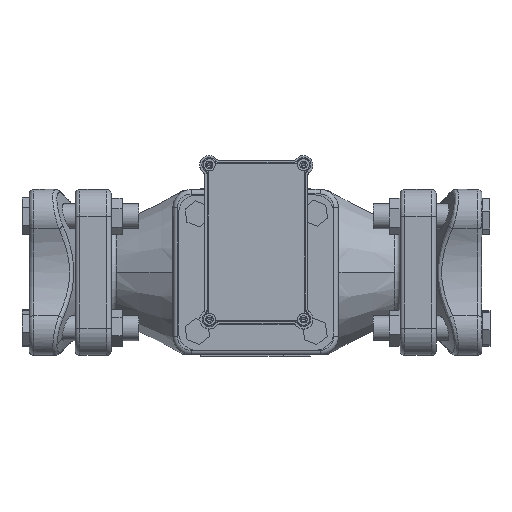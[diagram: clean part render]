
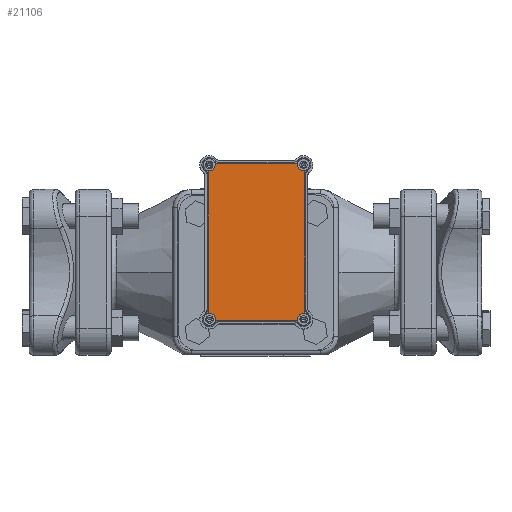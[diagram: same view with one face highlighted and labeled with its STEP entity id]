
A CAD part, top view. The second image highlights one B-rep face of the part: STEP entity #21106.
In plain terms, the highlighted face is planar.
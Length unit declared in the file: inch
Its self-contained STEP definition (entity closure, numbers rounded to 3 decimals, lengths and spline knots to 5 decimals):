
#16199=CARTESIAN_POINT('',(-1.95,0.,-1.29));
#16200=VERTEX_POINT('',#16199);
#16216=CARTESIAN_POINT('',(-2.28,0.0,-1.29));
#16217=VERTEX_POINT('',#16216);
#16224=CARTESIAN_POINT('',(-2.115,0.0,-1.29));
#16225=DIRECTION('',(0.0,1.0,0.0));
#16226=DIRECTION('',(1.0,0.0,0.0));
#16227=AXIS2_PLACEMENT_3D('',#16224,#16225,#16226);
#16228=CIRCLE('',#16227,0.165);
#16229=EDGE_CURVE('',#16200,#16217,#16228,.T.);
#16241=CARTESIAN_POINT('',(2.28,0.,1.29));
#16242=VERTEX_POINT('',#16241);
#16258=CARTESIAN_POINT('',(1.95,0.0,1.29));
#16259=VERTEX_POINT('',#16258);
#16266=CARTESIAN_POINT('',(2.115,0.0,1.29));
#16267=DIRECTION('',(0.0,1.0,0.0));
#16268=DIRECTION('',(1.0,0.0,0.0));
#16269=AXIS2_PLACEMENT_3D('',#16266,#16267,#16268);
#16270=CIRCLE('',#16269,0.165);
#16271=EDGE_CURVE('',#16242,#16259,#16270,.T.);
#16283=CARTESIAN_POINT('',(-1.95,0.,1.29));
#16284=VERTEX_POINT('',#16283);
#16300=CARTESIAN_POINT('',(-2.28,0.0,1.29));
#16301=VERTEX_POINT('',#16300);
#16308=CARTESIAN_POINT('',(-2.115,0.0,1.29));
#16309=DIRECTION('',(0.0,1.0,0.0));
#16310=DIRECTION('',(1.0,0.0,0.0));
#16311=AXIS2_PLACEMENT_3D('',#16308,#16309,#16310);
#16312=CIRCLE('',#16311,0.165);
#16313=EDGE_CURVE('',#16284,#16301,#16312,.T.);
#16367=CARTESIAN_POINT('',(2.28,0.,-1.29));
#16368=VERTEX_POINT('',#16367);
#16384=CARTESIAN_POINT('',(1.95,0.0,-1.29));
#16385=VERTEX_POINT('',#16384);
#16392=CARTESIAN_POINT('',(2.115,0.0,-1.29));
#16393=DIRECTION('',(0.0,1.0,0.0));
#16394=DIRECTION('',(1.0,0.0,0.0));
#16395=AXIS2_PLACEMENT_3D('',#16392,#16393,#16394);
#16396=CIRCLE('',#16395,0.165);
#16397=EDGE_CURVE('',#16368,#16385,#16396,.T.);
#20083=CARTESIAN_POINT('',(-1.94767,0.,-1.32001));
#20084=VERTEX_POINT('',#20083);
#20172=CARTESIAN_POINT('',(-2.145,0.,-1.12267));
#20173=VERTEX_POINT('',#20172);
#20174=CARTESIAN_POINT('',(-2.115,0.0,-1.29));
#20175=DIRECTION('',(0.0,1.0,0.0));
#20176=DIRECTION('',(-0.707,0.0,-0.707));
#20177=AXIS2_PLACEMENT_3D('',#20174,#20175,#20176);
#20178=CIRCLE('',#20177,0.17);
#20179=EDGE_CURVE('',#20084,#20173,#20178,.T.);
#20210=CARTESIAN_POINT('',(1.94767,0.,-1.32001));
#20211=VERTEX_POINT('',#20210);
#20227=CARTESIAN_POINT('',(1.94767,0.,-1.32001));
#20228=DIRECTION('',(-1.0,0.0,0.0));
#20229=VECTOR('',#20228,3.89534);
#20230=LINE('',#20227,#20229);
#20231=EDGE_CURVE('',#20211,#20084,#20230,.T.);
#20362=CARTESIAN_POINT('',(2.145,0.,-1.12267));
#20363=VERTEX_POINT('',#20362);
#20375=CARTESIAN_POINT('',(2.115,0.0,-1.29));
#20376=DIRECTION('',(0.0,1.0,0.0));
#20377=DIRECTION('',(0.707,0.0,-0.707));
#20378=AXIS2_PLACEMENT_3D('',#20375,#20376,#20377);
#20379=CIRCLE('',#20378,0.17);
#20380=EDGE_CURVE('',#20363,#20211,#20379,.T.);
#20443=CARTESIAN_POINT('',(-2.145,0.,1.12267));
#20444=VERTEX_POINT('',#20443);
#20501=CARTESIAN_POINT('',(-1.94767,0.,1.31999));
#20502=VERTEX_POINT('',#20501);
#20503=CARTESIAN_POINT('',(-2.115,0.0,1.29));
#20504=DIRECTION('',(0.0,1.0,0.0));
#20505=DIRECTION('',(-0.707,0.0,0.707));
#20506=AXIS2_PLACEMENT_3D('',#20503,#20504,#20505);
#20507=CIRCLE('',#20506,0.17);
#20508=EDGE_CURVE('',#20444,#20502,#20507,.T.);
#20550=CARTESIAN_POINT('',(-2.145,0.,-1.12267));
#20551=DIRECTION('',(0.0,0.0,1.0));
#20552=VECTOR('',#20551,2.24534);
#20553=LINE('',#20550,#20552);
#20554=EDGE_CURVE('',#20173,#20444,#20553,.T.);
#20737=CARTESIAN_POINT('',(1.94767,0.,1.31999));
#20738=VERTEX_POINT('',#20737);
#20739=CARTESIAN_POINT('',(-1.94767,0.,1.31999));
#20740=DIRECTION('',(1.0,0.0,0.0));
#20741=VECTOR('',#20740,3.89533);
#20742=LINE('',#20739,#20741);
#20743=EDGE_CURVE('',#20502,#20738,#20742,.T.);
#20857=CARTESIAN_POINT('',(2.145,0.,1.12267));
#20858=VERTEX_POINT('',#20857);
#20859=CARTESIAN_POINT('',(2.115,0.0,1.29));
#20860=DIRECTION('',(0.0,1.0,0.0));
#20861=DIRECTION('',(0.707,0.0,0.707));
#20862=AXIS2_PLACEMENT_3D('',#20859,#20860,#20861);
#20863=CIRCLE('',#20862,0.17);
#20864=EDGE_CURVE('',#20738,#20858,#20863,.T.);
#20954=CARTESIAN_POINT('',(2.145,0.,1.12267));
#20955=DIRECTION('',(0.0,0.0,-1.0));
#20956=VECTOR('',#20955,2.24534);
#20957=LINE('',#20954,#20956);
#20958=EDGE_CURVE('',#20858,#20363,#20957,.T.);
#21051=CARTESIAN_POINT('',(-2.51317,0.0,1.60567));
#21052=DIRECTION('',(0.0,-1.0,0.0));
#21053=DIRECTION('',(0.0,0.0,-1.0));
#21054=AXIS2_PLACEMENT_3D('',#21051,#21052,#21053);
#21055=PLANE('',#21054);
#21056=ORIENTED_EDGE('',*,*,#20554,.F.);
#21057=ORIENTED_EDGE('',*,*,#20179,.F.);
#21058=ORIENTED_EDGE('',*,*,#20231,.F.);
#21059=ORIENTED_EDGE('',*,*,#20380,.F.);
#21060=ORIENTED_EDGE('',*,*,#20958,.F.);
#21061=ORIENTED_EDGE('',*,*,#20864,.F.);
#21062=ORIENTED_EDGE('',*,*,#20743,.F.);
#21063=ORIENTED_EDGE('',*,*,#20508,.F.);
#21064=EDGE_LOOP('',(#21056,#21057,#21058,#21059,#21060,#21061,#21062,#21063));
#21065=FACE_OUTER_BOUND('',#21064,.T.);
#21066=ORIENTED_EDGE('',*,*,#16229,.T.);
#21067=CARTESIAN_POINT('',(-2.115,0.0,-1.29));
#21068=DIRECTION('',(0.0,1.0,0.0));
#21069=DIRECTION('',(1.0,0.0,0.0));
#21070=AXIS2_PLACEMENT_3D('',#21067,#21068,#21069);
#21071=CIRCLE('',#21070,0.165);
#21072=EDGE_CURVE('',#16217,#16200,#21071,.T.);
#21073=ORIENTED_EDGE('',*,*,#21072,.T.);
#21074=EDGE_LOOP('',(#21066,#21073));
#21075=FACE_BOUND('',#21074,.T.);
#21076=ORIENTED_EDGE('',*,*,#16271,.T.);
#21077=CARTESIAN_POINT('',(2.115,0.0,1.29));
#21078=DIRECTION('',(0.0,1.0,0.0));
#21079=DIRECTION('',(1.0,0.0,0.0));
#21080=AXIS2_PLACEMENT_3D('',#21077,#21078,#21079);
#21081=CIRCLE('',#21080,0.165);
#21082=EDGE_CURVE('',#16259,#16242,#21081,.T.);
#21083=ORIENTED_EDGE('',*,*,#21082,.T.);
#21084=EDGE_LOOP('',(#21076,#21083));
#21085=FACE_BOUND('',#21084,.T.);
#21086=ORIENTED_EDGE('',*,*,#16313,.T.);
#21087=CARTESIAN_POINT('',(-2.115,0.0,1.29));
#21088=DIRECTION('',(0.0,1.0,0.0));
#21089=DIRECTION('',(1.0,0.0,0.0));
#21090=AXIS2_PLACEMENT_3D('',#21087,#21088,#21089);
#21091=CIRCLE('',#21090,0.165);
#21092=EDGE_CURVE('',#16301,#16284,#21091,.T.);
#21093=ORIENTED_EDGE('',*,*,#21092,.T.);
#21094=EDGE_LOOP('',(#21086,#21093));
#21095=FACE_BOUND('',#21094,.T.);
#21096=ORIENTED_EDGE('',*,*,#16397,.T.);
#21097=CARTESIAN_POINT('',(2.115,0.0,-1.29));
#21098=DIRECTION('',(0.0,1.0,0.0));
#21099=DIRECTION('',(1.0,0.0,0.0));
#21100=AXIS2_PLACEMENT_3D('',#21097,#21098,#21099);
#21101=CIRCLE('',#21100,0.165);
#21102=EDGE_CURVE('',#16385,#16368,#21101,.T.);
#21103=ORIENTED_EDGE('',*,*,#21102,.T.);
#21104=EDGE_LOOP('',(#21096,#21103));
#21105=FACE_BOUND('',#21104,.T.);
#21106=ADVANCED_FACE('',(#21065,#21075,#21085,#21095,#21105),#21055,.T.);
